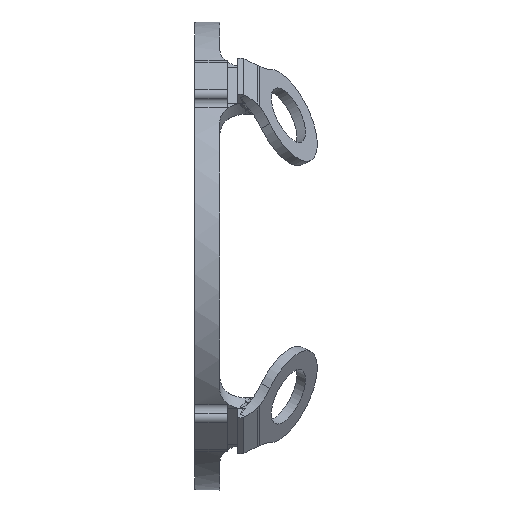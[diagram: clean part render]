
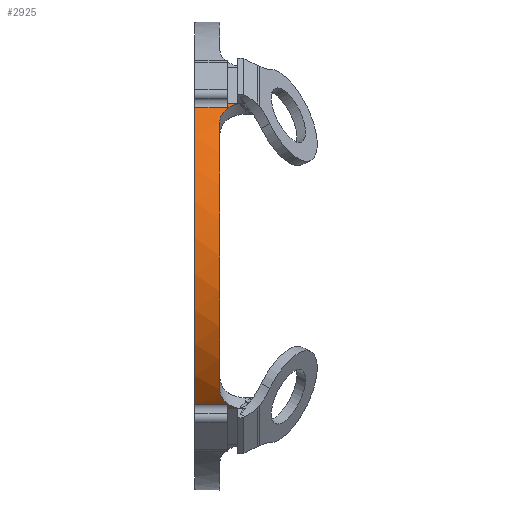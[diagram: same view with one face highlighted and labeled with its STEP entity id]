
A CAD part, left-side view. The second image highlights one B-rep face of the part: STEP entity #2925.
In plain terms, the highlighted cylindrical face has radius 34.341 mm (diameter 68.681 mm), a partial arc.
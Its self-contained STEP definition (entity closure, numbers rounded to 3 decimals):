
#139=CYLINDRICAL_SURFACE('',#3238,34.341);
#197=LINE('',#4503,#415);
#226=LINE('',#4729,#444);
#249=LINE('',#4827,#467);
#309=LINE('',#5260,#527);
#334=LINE('',#5480,#552);
#352=LINE('',#5569,#570);
#415=VECTOR('',#3453,10.);
#444=VECTOR('',#3564,10.);
#467=VECTOR('',#3645,10.);
#527=VECTOR('',#3873,10.);
#552=VECTOR('',#3982,10.);
#570=VECTOR('',#4054,10.);
#794=FACE_OUTER_BOUND('',#961,.T.);
#961=EDGE_LOOP('',(#2674,#2675,#2676,#2677,#2678,#2679,#2680,#2681,#2682,
#2683,#2684,#2685,#2686,#2687,#2688,#2689));
#1028=CIRCLE('',#3050,34.341);
#1038=CIRCLE('',#3072,26.788);
#1102=CIRCLE('',#3206,34.341);
#1108=CIRCLE('',#3224,26.788);
#1112=CIRCLE('',#3233,34.341);
#1115=CIRCLE('',#3239,34.341);
#1133=B_SPLINE_CURVE_WITH_KNOTS('',3,(#4486,#4487,#4488,#4489,#4490,#4491,
#4492),.UNSPECIFIED.,.F.,.F.,(4,3,4),(0.,0.024,0.046),
 .UNSPECIFIED.);
#1146=B_SPLINE_CURVE_WITH_KNOTS('',3,(#4797,#4798,#4799,#4800,#4801,#4802,
#4803,#4804,#4805,#4806),.UNSPECIFIED.,.F.,.F.,(4,2,2,2,4),(0.069,
0.154,0.309,0.464,0.619),
 .UNSPECIFIED.);
#1161=B_SPLINE_CURVE_WITH_KNOTS('',3,(#5236,#5237,#5238,#5239,#5240,#5241,
#5242),.UNSPECIFIED.,.F.,.F.,(4,3,4),(0.,0.024,0.046),
 .UNSPECIFIED.);
#1173=B_SPLINE_CURVE_WITH_KNOTS('',3,(#5537,#5538,#5539,#5540,#5541,#5542,
#5543,#5544,#5545,#5546),.UNSPECIFIED.,.F.,.F.,(4,2,2,2,4),(0.069,
0.154,0.309,0.464,0.619),
 .UNSPECIFIED.);
#1246=VERTEX_POINT('',#4484);
#1247=VERTEX_POINT('',#4485);
#1249=VERTEX_POINT('',#4502);
#1287=VERTEX_POINT('',#4706);
#1288=VERTEX_POINT('',#4708);
#1295=VERTEX_POINT('',#4728);
#1308=VERTEX_POINT('',#4774);
#1311=VERTEX_POINT('',#4795);
#1388=VERTEX_POINT('',#5234);
#1389=VERTEX_POINT('',#5235);
#1394=VERTEX_POINT('',#5258);
#1432=VERTEX_POINT('',#5462);
#1433=VERTEX_POINT('',#5464);
#1437=VERTEX_POINT('',#5478);
#1449=VERTEX_POINT('',#5521);
#1452=VERTEX_POINT('',#5536);
#1564=EDGE_CURVE('',#1246,#1247,#1133,.T.);
#1567=EDGE_CURVE('',#1247,#1249,#197,.T.);
#1620=EDGE_CURVE('',#1287,#1288,#1028,.T.);
#1630=EDGE_CURVE('',#1295,#1288,#226,.T.);
#1652=EDGE_CURVE('',#1308,#1246,#1038,.T.);
#1659=EDGE_CURVE('',#1308,#1311,#1146,.T.);
#1670=EDGE_CURVE('',#1249,#1287,#249,.T.);
#1782=EDGE_CURVE('',#1388,#1389,#1161,.T.);
#1789=EDGE_CURVE('',#1389,#1394,#309,.T.);
#1841=EDGE_CURVE('',#1433,#1432,#1102,.T.);
#1849=EDGE_CURVE('',#1437,#1432,#334,.T.);
#1867=EDGE_CURVE('',#1449,#1388,#1108,.T.);
#1875=EDGE_CURVE('',#1449,#1452,#1173,.T.);
#1879=EDGE_CURVE('',#1452,#1311,#1112,.T.);
#1884=EDGE_CURVE('',#1394,#1433,#352,.T.);
#1885=EDGE_CURVE('',#1437,#1295,#1115,.T.);
#2674=ORIENTED_EDGE('',*,*,#1782,.T.);
#2675=ORIENTED_EDGE('',*,*,#1789,.T.);
#2676=ORIENTED_EDGE('',*,*,#1884,.T.);
#2677=ORIENTED_EDGE('',*,*,#1841,.T.);
#2678=ORIENTED_EDGE('',*,*,#1849,.F.);
#2679=ORIENTED_EDGE('',*,*,#1885,.T.);
#2680=ORIENTED_EDGE('',*,*,#1630,.T.);
#2681=ORIENTED_EDGE('',*,*,#1620,.F.);
#2682=ORIENTED_EDGE('',*,*,#1670,.F.);
#2683=ORIENTED_EDGE('',*,*,#1567,.F.);
#2684=ORIENTED_EDGE('',*,*,#1564,.F.);
#2685=ORIENTED_EDGE('',*,*,#1652,.F.);
#2686=ORIENTED_EDGE('',*,*,#1659,.T.);
#2687=ORIENTED_EDGE('',*,*,#1879,.F.);
#2688=ORIENTED_EDGE('',*,*,#1875,.F.);
#2689=ORIENTED_EDGE('',*,*,#1867,.T.);
#2925=ADVANCED_FACE('',(#794),#139,.T.);
#3050=AXIS2_PLACEMENT_3D('',#4709,#3544,#3545);
#3072=AXIS2_PLACEMENT_3D('',#4776,#3605,#3606);
#3206=AXIS2_PLACEMENT_3D('',#5465,#3965,#3966);
#3224=AXIS2_PLACEMENT_3D('',#5522,#4016,#4017);
#3233=AXIS2_PLACEMENT_3D('',#5560,#4040,#4041);
#3238=AXIS2_PLACEMENT_3D('',#5568,#4052,#4053);
#3239=AXIS2_PLACEMENT_3D('',#5570,#4055,#4056);
#3453=DIRECTION('',(0.,1.,0.));
#3544=DIRECTION('center_axis',(0.,1.,0.));
#3545=DIRECTION('ref_axis',(1.,0.,0.));
#3564=DIRECTION('',(0.,-1.,0.));
#3605=DIRECTION('center_axis',(-0.712,0.,
-0.702));
#3606=DIRECTION('ref_axis',(0.699,-0.093,-0.709));
#3645=DIRECTION('',(0.,1.,0.));
#3873=DIRECTION('',(0.,1.,0.));
#3965=DIRECTION('center_axis',(0.,-1.,0.));
#3966=DIRECTION('ref_axis',(1.,0.,0.));
#3982=DIRECTION('',(0.,-1.,0.));
#4016=DIRECTION('center_axis',(0.712,0.,
-0.702));
#4017=DIRECTION('ref_axis',(0.699,-0.093,0.709));
#4040=DIRECTION('center_axis',(0.,-1.,0.));
#4041=DIRECTION('ref_axis',(1.,0.,0.));
#4052=DIRECTION('center_axis',(0.,1.,0.));
#4053=DIRECTION('ref_axis',(1.,0.,0.));
#4054=DIRECTION('',(0.,1.,0.));
#4055=DIRECTION('center_axis',(0.,-1.,0.));
#4056=DIRECTION('ref_axis',(1.,0.,0.));
#4484=CARTESIAN_POINT('',(-23.082,-2.068,-24.2));
#4485=CARTESIAN_POINT('',(-23.,-1.628,-24.282));
#4486=CARTESIAN_POINT('Ctrl Pts',(-23.082,-2.068,-24.2));
#4487=CARTESIAN_POINT('Ctrl Pts',(-23.054,-1.998,-24.229));
#4488=CARTESIAN_POINT('Ctrl Pts',(-23.033,-1.922,-24.25));
#4489=CARTESIAN_POINT('Ctrl Pts',(-23.019,-1.844,-24.264));
#4490=CARTESIAN_POINT('Ctrl Pts',(-23.006,-1.774,-24.276));
#4491=CARTESIAN_POINT('Ctrl Pts',(-23.,-1.701,-24.282));
#4492=CARTESIAN_POINT('Ctrl Pts',(-23.,-1.628,-24.282));
#4502=CARTESIAN_POINT('',(-23.,-0.8,-24.282));
#4503=CARTESIAN_POINT('',(-23.,2.,-24.282));
#4706=CARTESIAN_POINT('',(-23.,0.8,-24.282));
#4708=CARTESIAN_POINT('',(-23.677,0.8,-23.586));
#4709=CARTESIAN_POINT('Origin',(1.282,0.8,0.));
#4728=CARTESIAN_POINT('',(-23.677,6.,-23.586));
#4729=CARTESIAN_POINT('',(-23.677,2.,-23.586));
#4774=CARTESIAN_POINT('',(-23.044,-1.391,-24.239));
#4776=CARTESIAN_POINT('Origin',(-41.799,0.413,-5.197));
#4795=CARTESIAN_POINT('',(-25.725,2.,-21.21));
#4797=CARTESIAN_POINT('Ctrl Pts',(-23.044,-1.391,-24.239));
#4798=CARTESIAN_POINT('Ctrl Pts',(-23.08,-1.1,-24.203));
#4799=CARTESIAN_POINT('Ctrl Pts',(-23.139,-0.809,
-24.143));
#4800=CARTESIAN_POINT('Ctrl Pts',(-23.366,-0.026,
-23.911));
#4801=CARTESIAN_POINT('Ctrl Pts',(-23.586,0.435,-23.685));
#4802=CARTESIAN_POINT('Ctrl Pts',(-24.083,1.164,-23.151));
#4803=CARTESIAN_POINT('Ctrl Pts',(-24.394,1.48,-22.809));
#4804=CARTESIAN_POINT('Ctrl Pts',(-25.056,1.898,-22.041));
#4805=CARTESIAN_POINT('Ctrl Pts',(-25.407,2.,-21.616));
#4806=CARTESIAN_POINT('Ctrl Pts',(-25.725,2.,-21.21));
#4827=CARTESIAN_POINT('',(-23.,0.,-24.282));
#5234=CARTESIAN_POINT('',(-23.082,-2.068,24.2));
#5235=CARTESIAN_POINT('',(-23.,-1.628,24.282));
#5236=CARTESIAN_POINT('Ctrl Pts',(-23.082,-2.068,24.2));
#5237=CARTESIAN_POINT('Ctrl Pts',(-23.054,-1.998,24.229));
#5238=CARTESIAN_POINT('Ctrl Pts',(-23.033,-1.922,24.25));
#5239=CARTESIAN_POINT('Ctrl Pts',(-23.019,-1.844,24.264));
#5240=CARTESIAN_POINT('Ctrl Pts',(-23.006,-1.774,24.276));
#5241=CARTESIAN_POINT('Ctrl Pts',(-23.,-1.701,24.282));
#5242=CARTESIAN_POINT('Ctrl Pts',(-23.,-1.628,24.282));
#5258=CARTESIAN_POINT('',(-23.,-0.8,24.282));
#5260=CARTESIAN_POINT('',(-23.,2.,24.282));
#5462=CARTESIAN_POINT('',(-23.677,0.8,23.586));
#5464=CARTESIAN_POINT('',(-23.,0.8,24.282));
#5465=CARTESIAN_POINT('Origin',(1.282,0.8,0.));
#5478=CARTESIAN_POINT('',(-23.677,6.,23.586));
#5480=CARTESIAN_POINT('',(-23.677,2.,23.586));
#5521=CARTESIAN_POINT('',(-23.044,-1.391,24.239));
#5522=CARTESIAN_POINT('Origin',(-41.799,0.413,5.197));
#5536=CARTESIAN_POINT('',(-25.725,2.,21.21));
#5537=CARTESIAN_POINT('Ctrl Pts',(-23.044,-1.391,24.239));
#5538=CARTESIAN_POINT('Ctrl Pts',(-23.08,-1.1,24.203));
#5539=CARTESIAN_POINT('Ctrl Pts',(-23.139,-0.809,
24.143));
#5540=CARTESIAN_POINT('Ctrl Pts',(-23.366,-0.026,
23.911));
#5541=CARTESIAN_POINT('Ctrl Pts',(-23.586,0.435,23.685));
#5542=CARTESIAN_POINT('Ctrl Pts',(-24.083,1.164,23.151));
#5543=CARTESIAN_POINT('Ctrl Pts',(-24.394,1.48,22.809));
#5544=CARTESIAN_POINT('Ctrl Pts',(-25.056,1.898,22.041));
#5545=CARTESIAN_POINT('Ctrl Pts',(-25.407,2.,21.616));
#5546=CARTESIAN_POINT('Ctrl Pts',(-25.725,2.,21.21));
#5560=CARTESIAN_POINT('Origin',(1.282,2.,0.));
#5568=CARTESIAN_POINT('Origin',(1.282,2.,0.));
#5569=CARTESIAN_POINT('',(-23.,0.,24.282));
#5570=CARTESIAN_POINT('Origin',(1.282,6.,0.));
